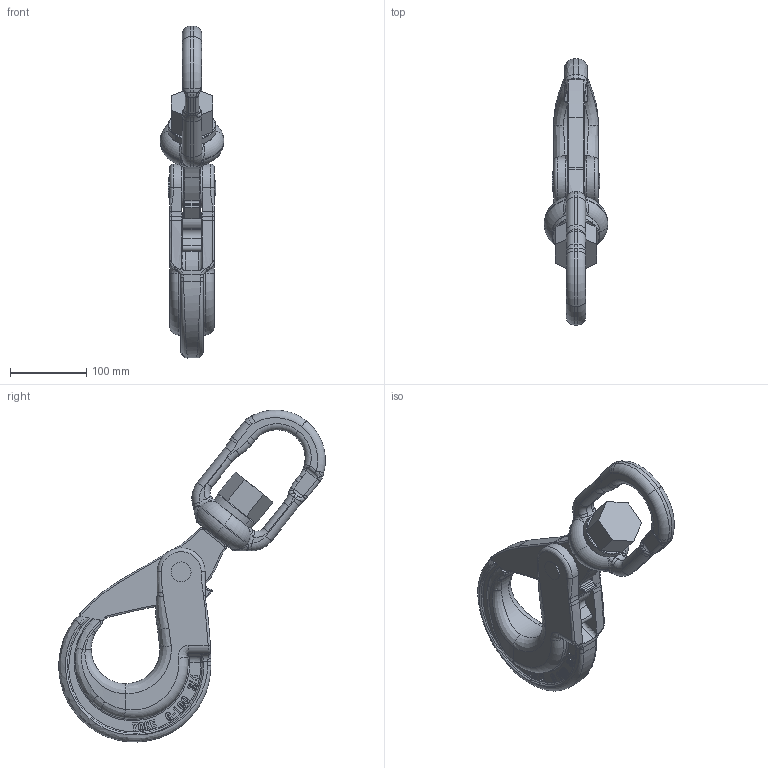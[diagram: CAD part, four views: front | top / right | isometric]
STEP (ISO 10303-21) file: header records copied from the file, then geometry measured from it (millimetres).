
FILE_DESCRIPTION(('CATIA V5 STEP Exchange'),'2;1');
FILE_NAME('X-027-20.stp','2013-12-04T06:04:11+00:00',('none'),('none'),'CATIA Version 5 Release 21 GA (IN-10)','CATIA V5 STEP AP203','none');
FILE_SCHEMA(('CONFIG_CONTROL_DESIGN'));
Products named in the file (1): X-027-20
Bounding box: 83.9 x 350.29 x 436.32 mm (x, y, z)
Volume: 1721578.9 mm3; surface area: 184709.1 mm2
Topology: 1 solids, 1 shells, 1404 faces, 3838 edges, 2449 vertices
Faces by surface type: plane 958, bspline 190, cylinder 136, torus 94, revolution 12, cone 12, sphere 2
Entity records: 57394 total; most frequent: CARTESIAN_POINT 25764, ORIENTED_EDGE 7656, DIRECTION 4668, EDGE_CURVE 3828, VERTEX_POINT 2449, VECTOR 2034, LINE 2034, AXIS2_PLACEMENT_3D 1504
